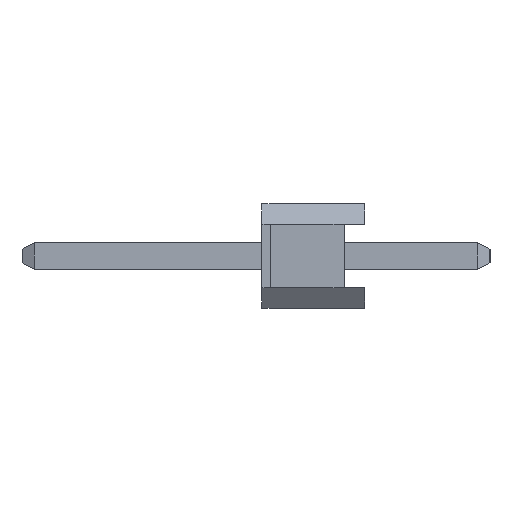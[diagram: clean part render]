
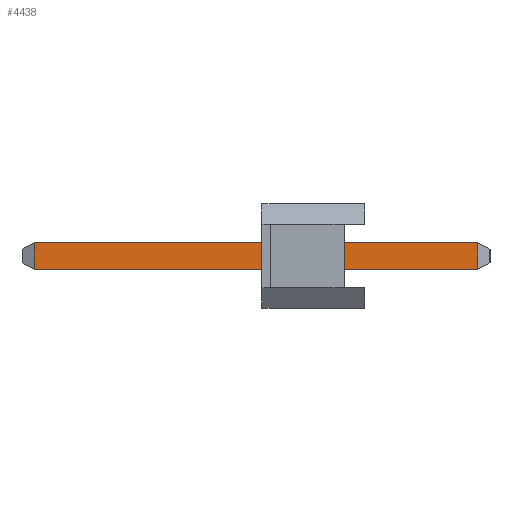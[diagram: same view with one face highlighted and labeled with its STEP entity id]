
A CAD part, left-side view. The second image highlights one B-rep face of the part: STEP entity #4438.
In plain terms, the highlighted planar face has unit normal (-1, 0, 0).
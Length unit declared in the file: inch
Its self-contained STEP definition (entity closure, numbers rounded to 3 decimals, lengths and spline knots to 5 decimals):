
#470 = ORIENTED_EDGE ( 'NONE', *, *, #584, .T. ) ;
#584 = EDGE_CURVE ( 'NONE', #13994, #13776, #18791, .T. ) ;
#752 = CARTESIAN_POINT ( 'NONE',  ( 11.09797, 14.9556, 0.13819 ) ) ;
#977 = EDGE_CURVE ( 'NONE', #1130, #13709, #14970, .T. ) ;
#1130 = VERTEX_POINT ( 'NONE', #20911 ) ;
#1389 = FACE_OUTER_BOUND ( 'NONE', #3181, .T. ) ;
#1748 = CARTESIAN_POINT ( 'NONE',  ( 11.09797, 14.9556, -0.07997 ) ) ;
#3181 = EDGE_LOOP ( 'NONE', ( #470, #15771, #4531, #10215 ) ) ;
#3348 = DIRECTION ( 'NONE',  ( -1., 0., 0. ) ) ;
#4364 = CARTESIAN_POINT ( 'NONE',  ( 11.09797, 14.9808, -0.07997 ) ) ;
#4438 = ADVANCED_FACE ( 'NONE', ( #1389 ), #13042, .T. ) ;
#4531 = ORIENTED_EDGE ( 'NONE', *, *, #977, .T. ) ;
#5722 = VECTOR ( 'NONE', #8857, 39.37008 ) ;
#5890 = VECTOR ( 'NONE', #17416, 39.37008 ) ;
#5910 = VECTOR ( 'NONE', #12455, 39.37008 ) ;
#6497 = CARTESIAN_POINT ( 'NONE',  ( 11.09797, 14.9556, -0.28661 ) ) ;
#8618 = EDGE_CURVE ( 'NONE', #13776, #1130, #10525, .T. ) ;
#8857 = DIRECTION ( 'NONE',  ( 0., 1., 0. ) ) ;
#10215 = ORIENTED_EDGE ( 'NONE', *, *, #17817, .T. ) ;
#10525 = LINE ( 'NONE', #752, #5722 ) ;
#10537 = CARTESIAN_POINT ( 'NONE',  ( 11.09797, 14.9808, -0.28661 ) ) ;
#11680 = CARTESIAN_POINT ( 'NONE',  ( 11.09797, 14.9556, -0.07997 ) ) ;
#12455 = DIRECTION ( 'NONE',  ( 0., 0., 1. ) ) ;
#13042 = PLANE ( 'NONE',  #20668 ) ;
#13709 = VERTEX_POINT ( 'NONE', #10537 ) ;
#13776 = VERTEX_POINT ( 'NONE', #20384 ) ;
#13994 = VERTEX_POINT ( 'NONE', #6497 ) ;
#14638 = DIRECTION ( 'NONE',  ( 0., -1., 0. ) ) ;
#14970 = LINE ( 'NONE', #4364, #5890 ) ;
#15076 = VECTOR ( 'NONE', #16111, 39.37008 ) ;
#15771 = ORIENTED_EDGE ( 'NONE', *, *, #8618, .T. ) ;
#16111 = DIRECTION ( 'NONE',  ( 0., -1., 0. ) ) ;
#17416 = DIRECTION ( 'NONE',  ( 0., 0., -1. ) ) ;
#17817 = EDGE_CURVE ( 'NONE', #13709, #13994, #19381, .T. ) ;
#18791 = LINE ( 'NONE', #11680, #5910 ) ;
#19287 = CARTESIAN_POINT ( 'NONE',  ( 11.09797, 14.9556, -0.28661 ) ) ;
#19381 = LINE ( 'NONE', #19287, #15076 ) ;
#20384 = CARTESIAN_POINT ( 'NONE',  ( 11.09797, 14.9556, 0.13819 ) ) ;
#20668 = AXIS2_PLACEMENT_3D ( 'NONE', #1748, #3348, #14638 ) ;
#20911 = CARTESIAN_POINT ( 'NONE',  ( 11.09797, 14.9808, 0.13819 ) ) ;
